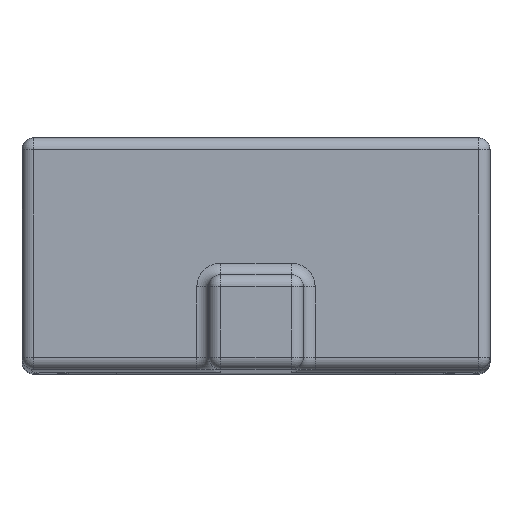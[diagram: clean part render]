
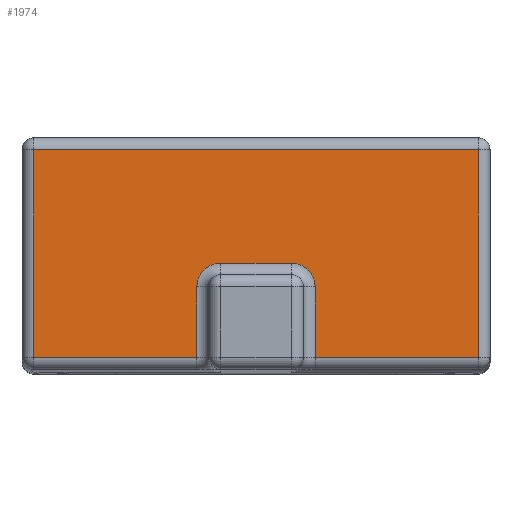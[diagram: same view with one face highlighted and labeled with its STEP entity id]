
A CAD part, top view. The second image highlights one B-rep face of the part: STEP entity #1974.
In plain terms, the highlighted planar face has unit normal (0, 0, 1).
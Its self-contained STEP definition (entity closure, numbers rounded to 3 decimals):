
#40=PLANE('',#2176);
#67=LINE('',#3083,#208);
#94=LINE('',#3228,#235);
#97=LINE('',#3232,#238);
#100=LINE('',#3237,#241);
#103=LINE('',#3241,#244);
#107=LINE('',#3247,#248);
#113=LINE('',#3256,#254);
#121=LINE('',#3268,#262);
#208=VECTOR('',#2393,6.9);
#235=VECTOR('',#2560,8.8);
#238=VECTOR('',#2565,6.9);
#241=VECTOR('',#2572,18.8);
#244=VECTOR('',#2577,3.);
#248=VECTOR('',#2585,8.8);
#254=VECTOR('',#2597,3.);
#262=VECTOR('',#2613,3.);
#490=FACE_OUTER_BOUND('',#626,.T.);
#626=EDGE_LOOP('',(#1532,#1533,#1534,#1535,#1536,#1537,#1538,#1539,#1540,
#1541));
#714=CIRCLE('',#2066,1.);
#731=CIRCLE('',#2090,1.);
#848=VERTEX_POINT('',#3040);
#854=VERTEX_POINT('',#3052);
#855=VERTEX_POINT('',#3054);
#864=VERTEX_POINT('',#3078);
#869=VERTEX_POINT('',#3093);
#871=VERTEX_POINT('',#3097);
#875=VERTEX_POINT('',#3111);
#888=VERTEX_POINT('',#3147);
#892=VERTEX_POINT('',#3159);
#900=VERTEX_POINT('',#3182);
#1016=EDGE_CURVE('',#854,#855,#714,.T.);
#1030=EDGE_CURVE('',#848,#864,#67,.T.);
#1037=EDGE_CURVE('',#871,#869,#731,.T.);
#1101=EDGE_CURVE('',#892,#900,#94,.T.);
#1104=EDGE_CURVE('',#900,#888,#97,.T.);
#1107=EDGE_CURVE('',#875,#892,#100,.T.);
#1110=EDGE_CURVE('',#888,#871,#103,.T.);
#1114=EDGE_CURVE('',#864,#875,#107,.T.);
#1120=EDGE_CURVE('',#869,#854,#113,.T.);
#1128=EDGE_CURVE('',#855,#848,#121,.T.);
#1532=ORIENTED_EDGE('',*,*,#1101,.F.);
#1533=ORIENTED_EDGE('',*,*,#1107,.F.);
#1534=ORIENTED_EDGE('',*,*,#1114,.F.);
#1535=ORIENTED_EDGE('',*,*,#1030,.F.);
#1536=ORIENTED_EDGE('',*,*,#1128,.F.);
#1537=ORIENTED_EDGE('',*,*,#1016,.F.);
#1538=ORIENTED_EDGE('',*,*,#1120,.F.);
#1539=ORIENTED_EDGE('',*,*,#1037,.F.);
#1540=ORIENTED_EDGE('',*,*,#1110,.F.);
#1541=ORIENTED_EDGE('',*,*,#1104,.F.);
#1974=ADVANCED_FACE('',(#490),#40,.T.);
#2066=AXIS2_PLACEMENT_3D('',#3055,#2358,#2359);
#2090=AXIS2_PLACEMENT_3D('',#3099,#2410,#2411);
#2176=AXIS2_PLACEMENT_3D('',#3327,#2645,#2646);
#2358=DIRECTION('center_axis',(0.,0.,1.));
#2359=DIRECTION('ref_axis',(-0.707,0.707,0.));
#2393=DIRECTION('',(-1.,0.,0.));
#2410=DIRECTION('center_axis',(0.,0.,1.));
#2411=DIRECTION('ref_axis',(0.707,0.707,0.));
#2560=DIRECTION('',(0.,-1.,0.));
#2565=DIRECTION('',(-1.,0.,0.));
#2572=DIRECTION('',(1.,0.,0.));
#2577=DIRECTION('',(0.,1.,0.));
#2585=DIRECTION('',(0.,1.,0.));
#2597=DIRECTION('',(-1.,0.,0.));
#2613=DIRECTION('',(0.,-1.,0.));
#2645=DIRECTION('center_axis',(0.,0.,1.));
#2646=DIRECTION('ref_axis',(1.,0.,0.));
#3040=CARTESIAN_POINT('',(-2.5,-4.4,112.));
#3052=CARTESIAN_POINT('',(-1.5,-0.4,112.));
#3054=CARTESIAN_POINT('',(-2.5,-1.4,112.));
#3055=CARTESIAN_POINT('Origin',(-1.5,-1.4,112.));
#3078=CARTESIAN_POINT('',(-9.4,-4.4,112.));
#3083=CARTESIAN_POINT('',(-9.9,-4.4,112.));
#3093=CARTESIAN_POINT('',(1.5,-0.4,112.));
#3097=CARTESIAN_POINT('',(2.5,-1.4,112.));
#3099=CARTESIAN_POINT('Origin',(1.5,-1.4,112.));
#3111=CARTESIAN_POINT('',(-9.4,4.4,112.));
#3147=CARTESIAN_POINT('',(2.5,-4.4,112.));
#3159=CARTESIAN_POINT('',(9.4,4.4,112.));
#3182=CARTESIAN_POINT('',(9.4,-4.4,112.));
#3228=CARTESIAN_POINT('',(9.4,-4.9,112.));
#3232=CARTESIAN_POINT('',(-9.9,-4.4,112.));
#3237=CARTESIAN_POINT('',(-4.95,4.4,112.));
#3241=CARTESIAN_POINT('',(2.5,-4.9,112.));
#3247=CARTESIAN_POINT('',(-9.4,-4.9,112.));
#3256=CARTESIAN_POINT('',(-4.95,-0.4,112.));
#3268=CARTESIAN_POINT('',(-2.5,-4.9,112.));
#3327=CARTESIAN_POINT('Origin',(-9.9,-4.9,112.));
